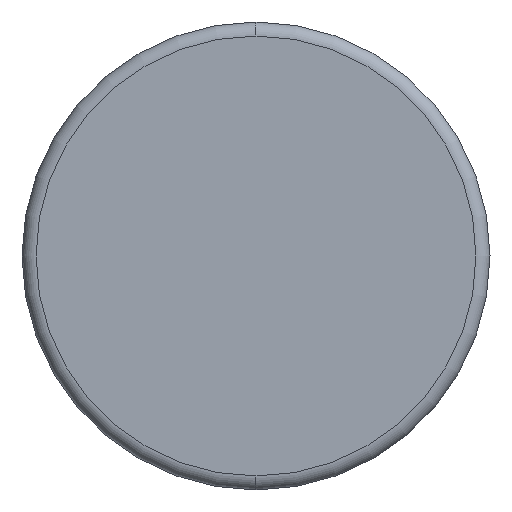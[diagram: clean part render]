
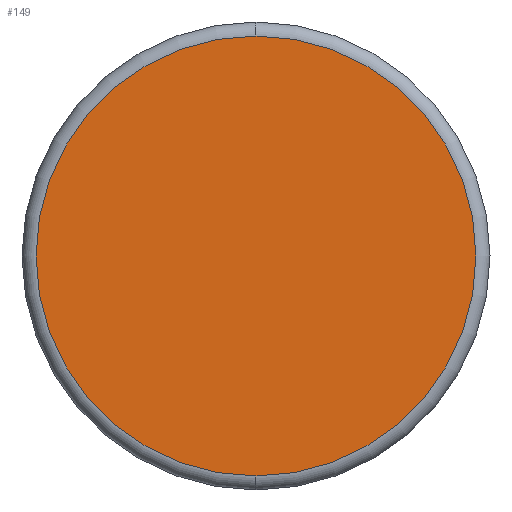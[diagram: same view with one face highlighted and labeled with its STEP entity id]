
A CAD part, front view. The second image highlights one B-rep face of the part: STEP entity #149.
In plain terms, the highlighted planar face has unit normal (0, -1, 0).
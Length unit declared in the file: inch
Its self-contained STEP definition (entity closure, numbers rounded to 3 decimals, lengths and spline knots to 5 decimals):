
#44 = EDGE_CURVE ( 'NONE', #469, #421, #54, .T. ) ;
#54 = CIRCLE ( 'NONE', #376, 0.235 ) ;
#57 = EDGE_CURVE ( 'NONE', #421, #469, #440, .T. ) ;
#63 = AXIS2_PLACEMENT_3D ( 'NONE', #516, #346, #401 ) ;
#88 = DIRECTION ( 'NONE',  ( 0., -1., 0. ) ) ;
#129 = DIRECTION ( 'NONE',  ( 0., -1., 0. ) ) ;
#149 = ADVANCED_FACE ( 'NONE', ( #549 ), #356, .T. ) ;
#166 = CARTESIAN_POINT ( 'NONE',  ( 0., 0., 0.235 ) ) ;
#193 = AXIS2_PLACEMENT_3D ( 'NONE', #514, #129, #474 ) ;
#206 = CARTESIAN_POINT ( 'NONE',  ( 0., 0., -0.235 ) ) ;
#212 = DIRECTION ( 'NONE',  ( 0., 0., -1. ) ) ;
#265 = CARTESIAN_POINT ( 'NONE',  ( 0., 0., 0. ) ) ;
#289 = EDGE_LOOP ( 'NONE', ( #428, #381 ) ) ;
#346 = DIRECTION ( 'NONE',  ( 0., -1., 0. ) ) ;
#356 = PLANE ( 'NONE',  #63 ) ;
#376 = AXIS2_PLACEMENT_3D ( 'NONE', #265, #88, #212 ) ;
#381 = ORIENTED_EDGE ( 'NONE', *, *, #57, .T. ) ;
#401 = DIRECTION ( 'NONE',  ( 0., 0., -1. ) ) ;
#421 = VERTEX_POINT ( 'NONE', #166 ) ;
#428 = ORIENTED_EDGE ( 'NONE', *, *, #44, .T. ) ;
#440 = CIRCLE ( 'NONE', #193, 0.235 ) ;
#469 = VERTEX_POINT ( 'NONE', #206 ) ;
#474 = DIRECTION ( 'NONE',  ( 0., 0., -1. ) ) ;
#514 = CARTESIAN_POINT ( 'NONE',  ( 0., 0., 0. ) ) ;
#516 = CARTESIAN_POINT ( 'NONE',  ( 0., 0., 0. ) ) ;
#549 = FACE_OUTER_BOUND ( 'NONE', #289, .T. ) ;
